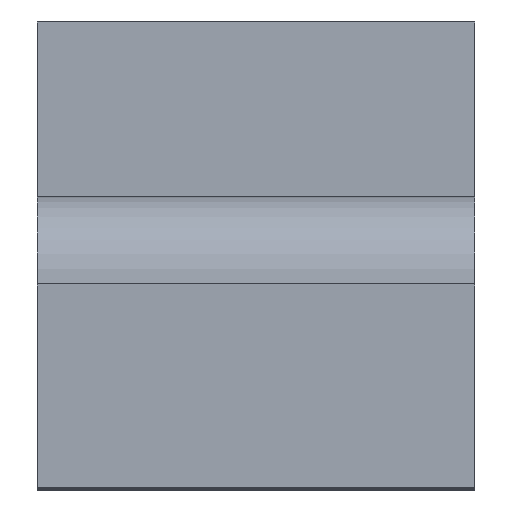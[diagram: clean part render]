
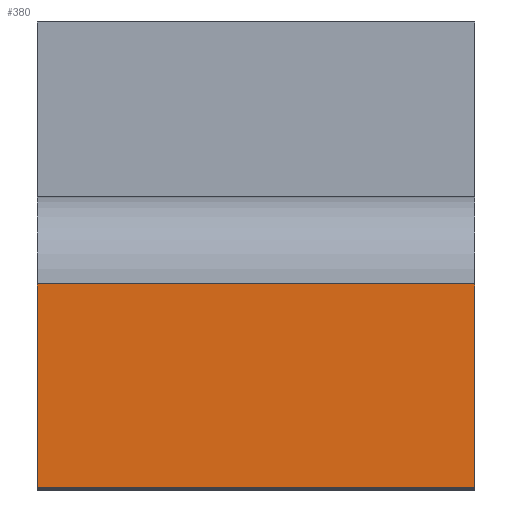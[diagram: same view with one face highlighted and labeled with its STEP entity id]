
A CAD part, top view. The second image highlights one B-rep face of the part: STEP entity #380.
In plain terms, the highlighted planar face has unit normal (0, 0, 1).
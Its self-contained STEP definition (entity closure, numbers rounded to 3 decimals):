
#10 = VECTOR ( 'NONE', #400, 1000. ) ;
#11 = EDGE_CURVE ( 'NONE', #532, #175, #531, .T. ) ;
#15 = AXIS2_PLACEMENT_3D ( 'NONE', #582, #506, #432 ) ;
#53 = EDGE_LOOP ( 'NONE', ( #151, #271, #135, #295 ) ) ;
#68 = VECTOR ( 'NONE', #120, 1000. ) ;
#71 = EDGE_CURVE ( 'NONE', #532, #342, #267, .T. ) ;
#94 = FACE_OUTER_BOUND ( 'NONE', #53, .T. ) ;
#98 = VERTEX_POINT ( 'NONE', #666 ) ;
#107 = DIRECTION ( 'NONE',  ( 0., -1., 0. ) ) ;
#120 = DIRECTION ( 'NONE',  ( -1., 0., 0. ) ) ;
#135 = ORIENTED_EDGE ( 'NONE', *, *, #11, .F. ) ;
#151 = ORIENTED_EDGE ( 'NONE', *, *, #199, .T. ) ;
#175 = VERTEX_POINT ( 'NONE', #328 ) ;
#185 = CARTESIAN_POINT ( 'NONE',  ( -7.5, 0., 20. ) ) ;
#197 = CARTESIAN_POINT ( 'NONE',  ( 7.5, 7., 20. ) ) ;
#199 = EDGE_CURVE ( 'NONE', #342, #98, #618, .T. ) ;
#242 = CARTESIAN_POINT ( 'NONE',  ( -7.5, 7., 20. ) ) ;
#267 = LINE ( 'NONE', #197, #68 ) ;
#271 = ORIENTED_EDGE ( 'NONE', *, *, #428, .F. ) ;
#295 = ORIENTED_EDGE ( 'NONE', *, *, #71, .T. ) ;
#328 = CARTESIAN_POINT ( 'NONE',  ( 7.5, 0., 20. ) ) ;
#342 = VERTEX_POINT ( 'NONE', #242 ) ;
#380 = ADVANCED_FACE ( 'NONE', ( #94 ), #658, .F. ) ;
#386 = DIRECTION ( 'NONE',  ( 0., -1., 0. ) ) ;
#400 = DIRECTION ( 'NONE',  ( -1., 0., 0. ) ) ;
#428 = EDGE_CURVE ( 'NONE', #175, #98, #548, .T. ) ;
#432 = DIRECTION ( 'NONE',  ( 0., 1., 0. ) ) ;
#453 = CARTESIAN_POINT ( 'NONE',  ( 7.5, 0., 20. ) ) ;
#470 = CARTESIAN_POINT ( 'NONE',  ( 7.5, 0., 20. ) ) ;
#505 = VECTOR ( 'NONE', #107, 1000. ) ;
#506 = DIRECTION ( 'NONE',  ( 0., 0., -1. ) ) ;
#531 = LINE ( 'NONE', #453, #600 ) ;
#532 = VERTEX_POINT ( 'NONE', #682 ) ;
#548 = LINE ( 'NONE', #470, #10 ) ;
#582 = CARTESIAN_POINT ( 'NONE',  ( 7.5, 0., 20. ) ) ;
#600 = VECTOR ( 'NONE', #386, 1000. ) ;
#618 = LINE ( 'NONE', #185, #505 ) ;
#658 = PLANE ( 'NONE',  #15 ) ;
#666 = CARTESIAN_POINT ( 'NONE',  ( -7.5, 0., 20. ) ) ;
#682 = CARTESIAN_POINT ( 'NONE',  ( 7.5, 7., 20. ) ) ;
